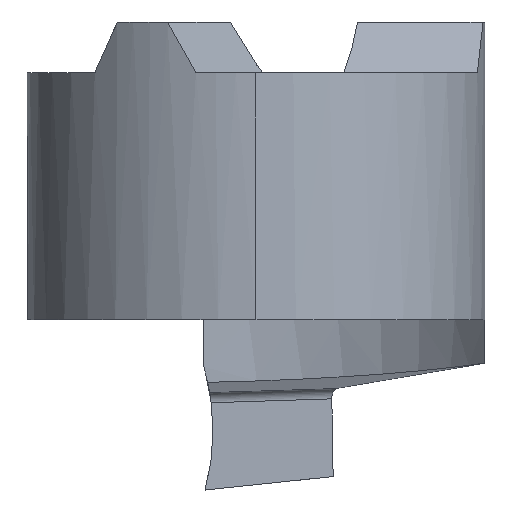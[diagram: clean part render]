
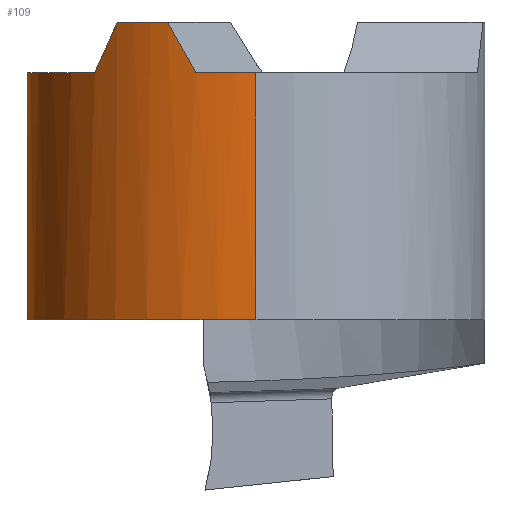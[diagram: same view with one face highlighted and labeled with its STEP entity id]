
A CAD part, left-side view. The second image highlights one B-rep face of the part: STEP entity #109.
In plain terms, the highlighted cylindrical face has radius 4.5 mm (diameter 9 mm), a partial arc.
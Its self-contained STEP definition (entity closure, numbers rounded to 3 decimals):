
#66=CIRCLE('',#917,4.5);
#67=CIRCLE('',#918,4.5);
#68=CIRCLE('',#919,4.5);
#69=CIRCLE('',#920,4.5);
#86=CYLINDRICAL_SURFACE('',#921,4.5);
#109=ADVANCED_FACE('',(#182),#86,.T.);
#182=FACE_OUTER_BOUND('',#227,.T.);
#227=EDGE_LOOP('',(#313,#314,#315,#316,#317,#318,#319,#320,#321));
#313=ORIENTED_EDGE('',*,*,#628,.T.);
#314=ORIENTED_EDGE('',*,*,#629,.T.);
#315=ORIENTED_EDGE('',*,*,#630,.T.);
#316=ORIENTED_EDGE('',*,*,#631,.T.);
#317=ORIENTED_EDGE('',*,*,#632,.F.);
#318=ORIENTED_EDGE('',*,*,#633,.T.);
#319=ORIENTED_EDGE('',*,*,#634,.T.);
#320=ORIENTED_EDGE('',*,*,#635,.T.);
#321=ORIENTED_EDGE('',*,*,#636,.F.);
#541=VERTEX_POINT('',#1350);
#542=VERTEX_POINT('',#1351);
#543=VERTEX_POINT('',#1353);
#544=VERTEX_POINT('',#1355);
#545=VERTEX_POINT('',#1360);
#546=VERTEX_POINT('',#1362);
#547=VERTEX_POINT('',#1367);
#548=VERTEX_POINT('',#1369);
#549=VERTEX_POINT('',#1374);
#628=EDGE_CURVE('',#541,#542,#66,.T.);
#629=EDGE_CURVE('',#542,#543,#725,.T.);
#630=EDGE_CURVE('',#543,#544,#67,.T.);
#631=EDGE_CURVE('',#544,#545,#851,.T.);
#632=EDGE_CURVE('',#546,#545,#68,.T.);
#633=EDGE_CURVE('',#546,#547,#852,.T.);
#634=EDGE_CURVE('',#547,#548,#69,.T.);
#635=EDGE_CURVE('',#548,#549,#853,.T.);
#636=EDGE_CURVE('',#541,#549,#726,.T.);
#725=LINE('',#1352,#790);
#726=LINE('',#1375,#791);
#790=VECTOR('',#1045,1.);
#791=VECTOR('',#1052,1.);
#851=(
BOUNDED_CURVE()
B_SPLINE_CURVE(3,(#1356,#1357,#1358,#1359),.UNSPECIFIED.,.F.,.F.)
B_SPLINE_CURVE_WITH_KNOTS((4,4),(0.,1.),.UNSPECIFIED.)
CURVE()
GEOMETRIC_REPRESENTATION_ITEM()
RATIONAL_B_SPLINE_CURVE((1.,0.999,0.999,1.))
REPRESENTATION_ITEM('')
);
#852=(
BOUNDED_CURVE()
B_SPLINE_CURVE(3,(#1363,#1364,#1365,#1366),.UNSPECIFIED.,.F.,.F.)
B_SPLINE_CURVE_WITH_KNOTS((4,4),(0.,1.),.UNSPECIFIED.)
CURVE()
GEOMETRIC_REPRESENTATION_ITEM()
RATIONAL_B_SPLINE_CURVE((1.,0.999,0.999,1.))
REPRESENTATION_ITEM('')
);
#853=(
BOUNDED_CURVE()
B_SPLINE_CURVE(3,(#1370,#1371,#1372,#1373),.UNSPECIFIED.,.F.,.F.)
B_SPLINE_CURVE_WITH_KNOTS((4,4),(0.,1.),.UNSPECIFIED.)
CURVE()
GEOMETRIC_REPRESENTATION_ITEM()
RATIONAL_B_SPLINE_CURVE((1.,0.999,0.999,1.))
REPRESENTATION_ITEM('')
);
#917=AXIS2_PLACEMENT_3D('',#1349,#1043,#1044);
#918=AXIS2_PLACEMENT_3D('',#1354,#1046,#1047);
#919=AXIS2_PLACEMENT_3D('',#1361,#1048,#1049);
#920=AXIS2_PLACEMENT_3D('',#1368,#1050,#1051);
#921=AXIS2_PLACEMENT_3D('',#1376,#1053,#1054);
#1043=DIRECTION('',(0.,0.,1.));
#1044=DIRECTION('',(-1.,0.,0.));
#1045=DIRECTION('',(0.,0.,1.));
#1046=DIRECTION('',(0.,0.,-1.));
#1047=DIRECTION('',(-1.,0.,0.));
#1048=DIRECTION('',(0.,0.,1.));
#1049=DIRECTION('',(1.,0.,0.));
#1050=DIRECTION('',(0.,0.,-1.));
#1051=DIRECTION('',(-1.,0.,0.));
#1052=DIRECTION('',(0.,0.,1.));
#1053=DIRECTION('',(0.,0.,1.));
#1054=DIRECTION('',(-1.,0.,0.));
#1349=CARTESIAN_POINT('',(0.,0.,-4.85));
#1350=CARTESIAN_POINT('',(3.553,2.762,-4.85));
#1351=CARTESIAN_POINT('',(-4.5,0.,-4.85));
#1352=CARTESIAN_POINT('',(-4.5,0.,-8.3));
#1353=CARTESIAN_POINT('',(-4.5,0.,0.));
#1354=CARTESIAN_POINT('',(0.,0.,0.));
#1355=CARTESIAN_POINT('',(-4.342,1.181,0.));
#1356=CARTESIAN_POINT('',(-4.342,1.181,0.));
#1357=CARTESIAN_POINT('',(-4.291,1.37,0.329));
#1358=CARTESIAN_POINT('',(-4.227,1.556,0.663));
#1359=CARTESIAN_POINT('',(-4.151,1.737,1.));
#1360=CARTESIAN_POINT('',(-4.151,1.737,1.));
#1361=CARTESIAN_POINT('',(0.,0.,1.));
#1362=CARTESIAN_POINT('',(-3.58,2.727,1.));
#1363=CARTESIAN_POINT('',(-3.58,2.727,1.));
#1364=CARTESIAN_POINT('',(-3.461,2.883,0.663));
#1365=CARTESIAN_POINT('',(-3.332,3.031,0.329));
#1366=CARTESIAN_POINT('',(-3.194,3.17,0.));
#1367=CARTESIAN_POINT('',(-3.194,3.17,0.));
#1368=CARTESIAN_POINT('',(0.,0.,0.));
#1369=CARTESIAN_POINT('',(3.194,3.17,0.));
#1370=CARTESIAN_POINT('',(3.194,3.17,0.));
#1371=CARTESIAN_POINT('',(3.321,3.041,0.304));
#1372=CARTESIAN_POINT('',(3.441,2.905,0.612));
#1373=CARTESIAN_POINT('',(3.553,2.762,0.923));
#1374=CARTESIAN_POINT('',(3.553,2.762,0.923));
#1375=CARTESIAN_POINT('',(3.553,2.762,-8.3));
#1376=CARTESIAN_POINT('',(0.,0.,-8.3));
